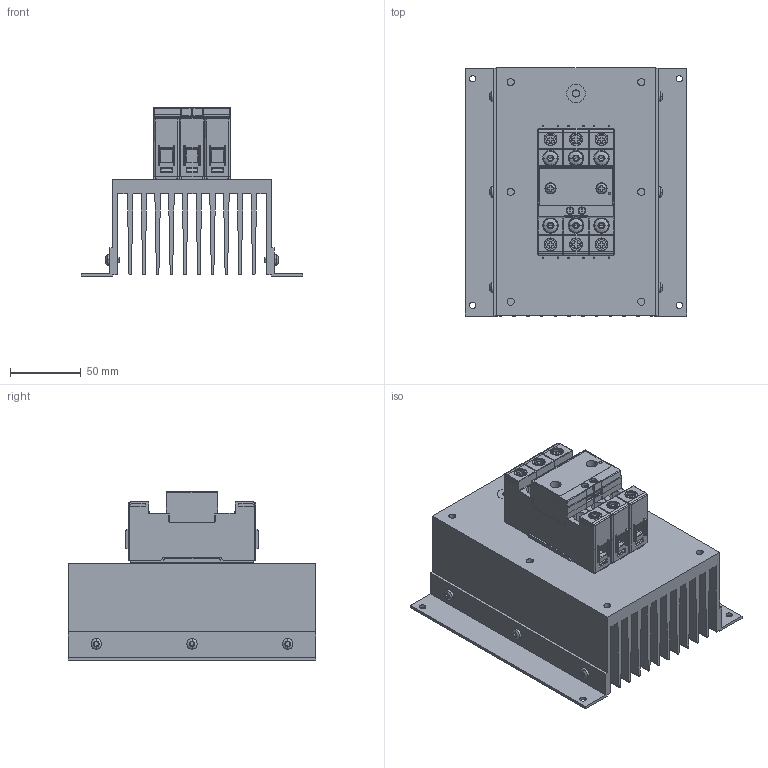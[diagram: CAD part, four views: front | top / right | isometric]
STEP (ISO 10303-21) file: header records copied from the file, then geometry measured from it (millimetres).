
FILE_DESCRIPTION((''),'2;1');
FILE_NAME('CGI1376-00.stp','2017-08-29T15:13:49',(''),(''),'Mechanical Desktop 2011','Mechanical Desktop 2011',', , ');
FILE_SCHEMA(('AUTOMOTIVE_DESIGN { 1 2 10303 214 1 1 1 1 }'));
Length unit declared in the file: millimetre
Products named in the file (1): Product
Bounding box: 156.5 x 175 x 118.98 mm (x, y, z)
Volume: 774500.6 mm3; surface area: 343535.6 mm2
Topology: 1 solids, 1 shells, 1816 faces, 4908 edges, 3186 vertices
Faces by surface type: bspline 795, plane 475, cylinder 433, sphere 48, cone 37, torus 28
Entity records: 66284 total; most frequent: CARTESIAN_POINT 21906, ORIENTED_EDGE 9768, DIRECTION 8684, EDGE_CURVE 4884, VERTEX_POINT 3186, AXIS2_PLACEMENT_3D 2936, VECTOR 2812, LINE 2812
